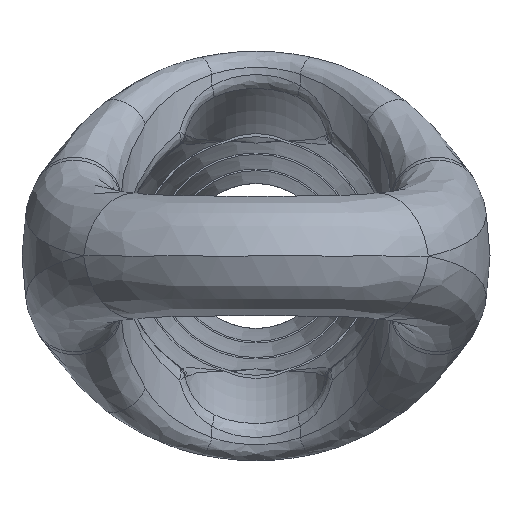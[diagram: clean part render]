
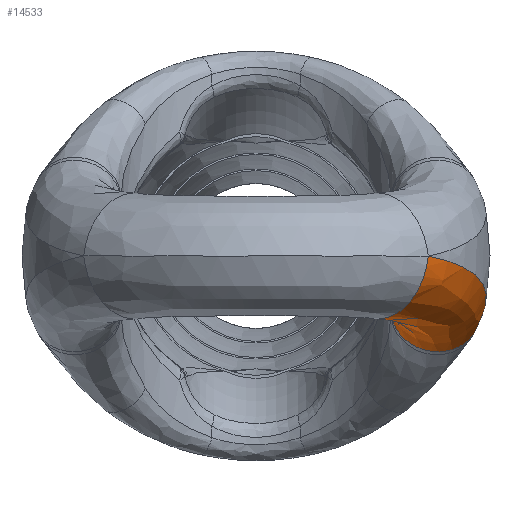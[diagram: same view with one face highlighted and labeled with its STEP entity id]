
A CAD part, front view. The second image highlights one B-rep face of the part: STEP entity #14533.
In plain terms, the highlighted free-form (B-spline) face has degree [3, 3] with [7, 10] control points.
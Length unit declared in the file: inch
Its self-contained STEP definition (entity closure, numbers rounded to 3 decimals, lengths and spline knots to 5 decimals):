
#265=CARTESIAN_POINT('',(1.32188,0.48122,
-0.00004));
#266=CARTESIAN_POINT('',(1.41141,0.55496,
-0.02389));
#267=CARTESIAN_POINT('',(1.57832,0.71781,
-0.08087));
#268=CARTESIAN_POINT('',(1.78036,0.99379,
-0.1986));
#269=CARTESIAN_POINT('',(1.93539,1.29975,-0.35503));
#270=CARTESIAN_POINT('',(2.04001,1.6321,-0.55758));
#271=CARTESIAN_POINT('',(2.07277,1.87434,-0.7331));
#272=CARTESIAN_POINT('',(2.07808,1.99777,-0.83084));
#274=CARTESIAN_POINT('',(1.98466,-0.2228,
-0.00883));
#275=DIRECTION('',(-0.72,-0.68,0.139));
#276=DIRECTION('',(-0.685,0.728,0.009));
#277=AXIS2_PLACEMENT_3D('',#274,#275,#276);
#279=CARTESIAN_POINT('',(2.64895,-0.92542,
-0.00003));
#280=CARTESIAN_POINT('',(2.78427,-0.77918,
-0.02797));
#281=CARTESIAN_POINT('',(3.02826,-0.46581,
-0.09255));
#282=CARTESIAN_POINT('',(3.30016,0.04191,
-0.21942));
#283=CARTESIAN_POINT('',(3.47558,0.56878,
-0.37718));
#284=CARTESIAN_POINT('',(3.5537,1.09466,-0.5654));
#285=CARTESIAN_POINT('',(3.53764,1.60296,-0.78191));
#286=CARTESIAN_POINT('',(3.46706,1.92074,-0.9429));
#287=CARTESIAN_POINT('',(3.41777,2.07212,-1.02664));
#1111=CARTESIAN_POINT('',(2.75277,2.06106,
-0.88567));
#1112=DIRECTION('',(0.121,-0.855,0.505));
#1113=DIRECTION('',(-0.992,-0.093,0.081));
#1114=AXIS2_PLACEMENT_3D('',#1111,#1112,#1113);
#11787=VERTEX_POINT('',#265);
#11788=VERTEX_POINT('',#272);
#11789=VERTEX_POINT('',#279);
#11790=VERTEX_POINT('',#287);
#14453=CARTESIAN_POINT('',(2.62931,-0.9436,
0.06498));
#14454=CARTESIAN_POINT('',(2.7216,-0.84561,
0.04896));
#14455=CARTESIAN_POINT('',(2.92355,-0.60528,
0.0073));
#14456=CARTESIAN_POINT('',(3.18507,-0.19307,
-0.07559));
#14457=CARTESIAN_POINT('',(3.39407,0.28544,
-0.19019));
#14458=CARTESIAN_POINT('',(3.52271,0.77656,
-0.33019));
#14459=CARTESIAN_POINT('',(3.57043,1.26662,
-0.49634));
#14460=CARTESIAN_POINT('',(3.53822,1.74121,
-0.68809));
#14461=CARTESIAN_POINT('',(3.46576,2.03733,
-0.83116));
#14462=CARTESIAN_POINT('',(3.41793,2.17797,
-0.90579));
#14463=CARTESIAN_POINT('',(2.59938,-1.03101,
-0.52858));
#14464=CARTESIAN_POINT('',(2.6899,-0.93723,
-0.53969));
#14465=CARTESIAN_POINT('',(2.88805,-0.70781,
-0.56895));
#14466=CARTESIAN_POINT('',(3.14607,-0.31631,
-0.62881));
#14467=CARTESIAN_POINT('',(3.35637,0.13693,
-0.71368));
#14468=CARTESIAN_POINT('',(3.49268,0.603,
-0.81935));
#14469=CARTESIAN_POINT('',(3.55465,1.07167,
-0.94672));
#14470=CARTESIAN_POINT('',(3.54208,1.53201,
-1.09564));
#14471=CARTESIAN_POINT('',(3.48471,1.82551,
-1.20803));
#14472=CARTESIAN_POINT('',(3.44434,1.96678,
-1.26692));
#14473=CARTESIAN_POINT('',(2.27766,-0.77162,
-0.96455));
#14474=CARTESIAN_POINT('',(2.35772,-0.69358,
-0.97157));
#14475=CARTESIAN_POINT('',(2.53377,-0.50292,
-0.99051));
#14476=CARTESIAN_POINT('',(2.76717,-0.17814,
-1.03112));
#14477=CARTESIAN_POINT('',(2.96533,0.19863,
-1.09108));
#14478=CARTESIAN_POINT('',(3.10533,0.58899,
-1.16799));
#14479=CARTESIAN_POINT('',(3.18682,0.98727,
-1.26293));
#14480=CARTESIAN_POINT('',(3.20845,1.38714,
-1.37618));
#14481=CARTESIAN_POINT('',(3.18203,1.65013,
-1.46334));
#14482=CARTESIAN_POINT('',(3.15853,1.77911,
-1.5094));
#14483=CARTESIAN_POINT('',(1.86943,-0.33094,
-0.96475));
#14484=CARTESIAN_POINT('',(1.93701,-0.27013,
-0.97112));
#14485=CARTESIAN_POINT('',(2.08677,-0.12134,
-0.9884));
#14486=CARTESIAN_POINT('',(2.29013,0.13328,
-1.02582));
#14487=CARTESIAN_POINT('',(2.47047,0.43118,
-1.08159));
#14488=CARTESIAN_POINT('',(2.60782,0.74348,
-1.15365));
#14489=CARTESIAN_POINT('',(2.70166,1.06725,
-1.24321));
#14490=CARTESIAN_POINT('',(2.7502,1.39904,
-1.35069));
#14491=CARTESIAN_POINT('',(2.75085,1.6231,
-1.43419));
#14492=CARTESIAN_POINT('',(2.74285,1.73469,
-1.47852));
#14493=CARTESIAN_POINT('',(1.4612,0.10974,
-0.96494));
#14494=CARTESIAN_POINT('',(1.51629,0.15332,
-0.97067));
#14495=CARTESIAN_POINT('',(1.63976,0.26023,
-0.98629));
#14496=CARTESIAN_POINT('',(1.8131,0.44469,
-1.02051));
#14497=CARTESIAN_POINT('',(1.97562,0.66374,
-1.0721));
#14498=CARTESIAN_POINT('',(2.1103,0.89797,
-1.13931));
#14499=CARTESIAN_POINT('',(2.21649,1.14724,
-1.22348));
#14500=CARTESIAN_POINT('',(2.29196,1.41095,
-1.32521));
#14501=CARTESIAN_POINT('',(2.31966,1.59606,
-1.40503));
#14502=CARTESIAN_POINT('',(2.32718,1.69028,
-1.44763));
#14503=CARTESIAN_POINT('',(1.22694,0.45054,
-0.52924));
#14504=CARTESIAN_POINT('',(1.27549,0.48638,
-0.53817));
#14505=CARTESIAN_POINT('',(1.38525,0.57502,
-0.56185));
#14506=CARTESIAN_POINT('',(1.54231,0.73065,
-0.61097));
#14507=CARTESIAN_POINT('',(1.69269,0.91875,
-0.68178));
#14508=CARTESIAN_POINT('',(1.82007,1.12237,
-0.77115));
#14509=CARTESIAN_POINT('',(1.92355,1.34058,
-0.8804));
#14510=CARTESIAN_POINT('',(2.0015,1.57202,
-1.00996));
#14511=CARTESIAN_POINT('',(2.03509,1.73463,
-1.11001));
#14512=CARTESIAN_POINT('',(2.04688,1.81746,
-1.16308));
#14513=CARTESIAN_POINT('',(1.31612,0.47399,
0.06436));
#14514=CARTESIAN_POINT('',(1.36825,0.51654,
0.05042));
#14515=CARTESIAN_POINT('',(1.48563,0.62217,
0.01409));
#14516=CARTESIAN_POINT('',(1.65054,0.80869,
-0.05851));
#14517=CARTESIAN_POINT('',(1.80222,1.03351,
-0.15967));
#14518=CARTESIAN_POINT('',(1.92231,1.27351,
-0.28407));
#14519=CARTESIAN_POINT('',(2.00976,1.52391,
-0.43289));
#14520=CARTESIAN_POINT('',(2.06415,1.77949,
-0.6061));
#14521=CARTESIAN_POINT('',(2.07872,1.95037,
-0.73737));
#14522=CARTESIAN_POINT('',(2.0808,2.0351,
-0.80644));
#14523=(BOUNDED_SURFACE()B_SPLINE_SURFACE(3,3,((#14453,#14454,#14455,#14456,
#14457,#14458,#14459,#14460,#14461,#14462),(#14463,#14464,#14465,#14466,#14467,
#14468,#14469,#14470,#14471,#14472),(#14473,#14474,#14475,#14476,#14477,#14478,
#14479,#14480,#14481,#14482),(#14483,#14484,#14485,#14486,#14487,#14488,#14489,
#14490,#14491,#14492),(#14493,#14494,#14495,#14496,#14497,#14498,#14499,#14500,
#14501,#14502),(#14503,#14504,#14505,#14506,#14507,#14508,#14509,#14510,#14511,
#14512),(#14513,#14514,#14515,#14516,#14517,#14518,#14519,#14520,#14521,
#14522)),.UNSPECIFIED.,.F.,.F.,.F.)B_SPLINE_SURFACE_WITH_KNOTS((4,3,4),(4,1,1,1,
1,1,1,4),(0.,1.,2.),(0.03774,0.14626,
0.29101,0.43415,0.57627,0.71716,
0.85843,0.99979),.UNSPECIFIED.)GEOMETRIC_REPRESENTATION_ITEM()RATIONAL_B_SPLINE_SURFACE(((1.19,1.19,1.19,
1.19,1.19,1.19,1.19,
1.19,1.19,1.19),(0.937,
0.937,0.937,0.937,0.937,
0.937,0.937,0.937,0.937,
0.937),(0.937,0.937,0.937,
0.937,0.937,0.937,0.937,
0.937,0.937,0.937),(1.19,
1.19,1.19,1.19,1.19,
1.19,1.19,1.19,1.19,
1.19),(0.937,0.937,0.937,
0.937,0.937,0.937,0.937,
0.937,0.937,0.937),(0.937,
0.937,0.937,0.937,0.937,
0.937,0.937,0.937,0.937,
0.937),(1.19,1.19,1.19,
1.19,1.19,1.19,1.19,
1.19,1.19,1.19)))REPRESENTATION_ITEM('')SURFACE());
#14525=ORIENTED_EDGE('',*,*,#14524,.F.);
#14527=ORIENTED_EDGE('',*,*,#14526,.T.);
#14528=ORIENTED_EDGE('',*,*,#14444,.T.);
#14530=ORIENTED_EDGE('',*,*,#14529,.F.);
#14531=EDGE_LOOP('',(#14525,#14527,#14528,#14530));
#14532=FACE_OUTER_BOUND('',#14531,.F.);
#14533=ADVANCED_FACE('',(#14532),#14523,.T.);
#273=B_SPLINE_CURVE_WITH_KNOTS('',3,(#265,#266,#267,#268,#269,#270,#271,#272),
.UNSPECIFIED.,.F.,.F.,(4,1,1,1,1,4),(0.,0.2,0.4,0.6,0.8,1.),
.UNSPECIFIED.);
#278=CIRCLE('',#277,0.96695);
#288=B_SPLINE_CURVE_WITH_KNOTS('',3,(#279,#280,#281,#282,#283,#284,#285,#286,
#287),.UNSPECIFIED.,.F.,.F.,(4,1,1,1,1,1,4),(0.,0.16667,
0.33333,0.5,0.66667,0.83333,1.),
.UNSPECIFIED.);
#1115=CIRCLE('',#1114,0.67987);
#14444=EDGE_CURVE('',#11789,#11790,#288,.T.);
#14524=EDGE_CURVE('',#11787,#11788,#273,.T.);
#14526=EDGE_CURVE('',#11787,#11789,#278,.T.);
#14529=EDGE_CURVE('',#11788,#11790,#1115,.T.);
